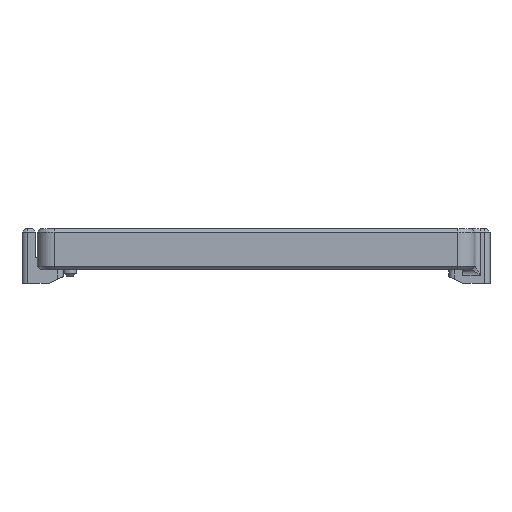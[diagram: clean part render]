
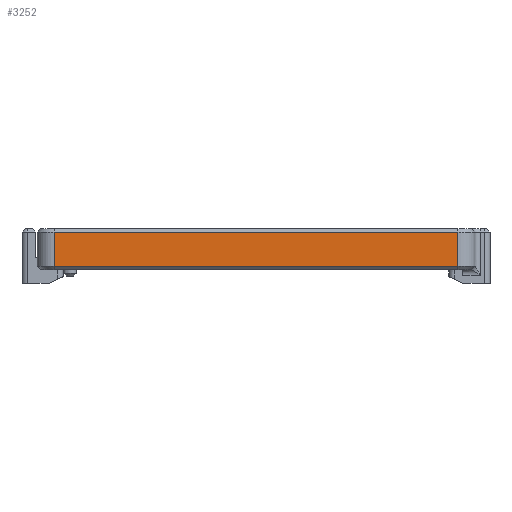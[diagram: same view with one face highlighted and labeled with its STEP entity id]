
A CAD part, left-side view. The second image highlights one B-rep face of the part: STEP entity #3252.
In plain terms, the highlighted planar face has unit normal (-1, 0, 0).
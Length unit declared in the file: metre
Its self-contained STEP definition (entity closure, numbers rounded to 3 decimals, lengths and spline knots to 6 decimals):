
#255=LINE('',#5064,#602);
#256=LINE('',#5067,#603);
#257=LINE('',#5069,#604);
#258=LINE('',#5071,#605);
#602=VECTOR('',#3996,1.);
#603=VECTOR('',#3997,1.);
#604=VECTOR('',#3998,1.);
#605=VECTOR('',#3999,1.);
#995=ORIENTED_EDGE('',*,*,#1953,.T.);
#996=ORIENTED_EDGE('',*,*,#1954,.T.);
#997=ORIENTED_EDGE('',*,*,#1955,.T.);
#998=ORIENTED_EDGE('',*,*,#1956,.T.);
#1953=EDGE_CURVE('',#2423,#2424,#255,.T.);
#1954=EDGE_CURVE('',#2424,#2425,#256,.T.);
#1955=EDGE_CURVE('',#2425,#2426,#257,.F.);
#1956=EDGE_CURVE('',#2426,#2423,#258,.T.);
#2423=VERTEX_POINT('',#5065);
#2424=VERTEX_POINT('',#5066);
#2425=VERTEX_POINT('',#5068);
#2426=VERTEX_POINT('',#5070);
#2730=EDGE_LOOP('',(#995,#996,#997,#998));
#2941=FACE_BOUND('',#2730,.T.);
#3146=PLANE('',#3491);
#3252=ADVANCED_FACE('',(#2941),#3146,.T.);
#3491=AXIS2_PLACEMENT_3D('',#5063,#3994,#3995);
#3994=DIRECTION('',(-1.,0.,0.));
#3995=DIRECTION('',(0.,0.,1.));
#3996=DIRECTION('',(0.,0.,1.));
#3997=DIRECTION('',(0.,1.,0.));
#3998=DIRECTION('',(0.,0.,1.));
#3999=DIRECTION('',(0.,-1.,0.));
#5063=CARTESIAN_POINT('',(-0.0645,0.,-0.004));
#5064=CARTESIAN_POINT('',(-0.0645,-0.0295,0.));
#5065=CARTESIAN_POINT('',(-0.0645,-0.0295,-0.0055));
#5066=CARTESIAN_POINT('',(-0.0645,-0.0295,-0.0005));
#5067=CARTESIAN_POINT('',(-0.0645,0.,-0.0005));
#5068=CARTESIAN_POINT('',(-0.0645,0.0295,-0.0005));
#5069=CARTESIAN_POINT('',(-0.0645,0.0295,-0.004));
#5070=CARTESIAN_POINT('',(-0.0645,0.0295,-0.0055));
#5071=CARTESIAN_POINT('',(-0.0645,0.,-0.0055));
